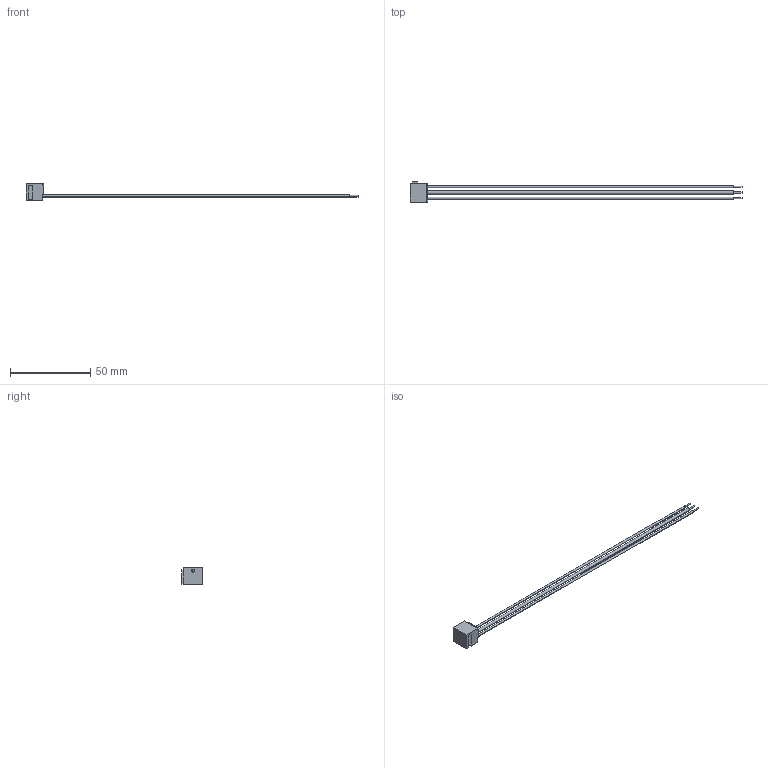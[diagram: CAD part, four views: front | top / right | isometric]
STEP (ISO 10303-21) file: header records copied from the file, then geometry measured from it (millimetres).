
FILE_DESCRIPTION((''),'2;1');
FILE_NAME('127649000_RAYDAT_KNX_ASM','2024-06-10T15:17:41',('sebastjan.kamensek'),('Audax d.o.o.'),'CREO PARAMETRIC BY PTC INC, 2023014','CREO PARAMETRIC BY PTC INC, 2023014','');
FILE_SCHEMA(('AP242_MANAGED_MODEL_BASED_3D_ENGINEERING_MIM_LF { 1 0 10303 442 1 1 4 }'));
Length unit declared in the file: millimetre
Products named in the file (4): HOUSING_ZAPRTO_STANJE; WIRES; PCB_ASSEMBLY_ASM; 127649000_RAYDAT_KNX_ASM
Assembly tree (3 placements, depth 3):
  127649000_RAYDAT_KNX_ASM
    HOUSING_ZAPRTO_STANJE
    PCB_ASSEMBLY_ASM
      WIRES
Bounding box: 206.4 x 12.6 x 10.55 mm (x, y, z)
Volume: 2445.5 mm3; surface area: 4211.5 mm2
Topology: 4 solids, 4 shells, 135 faces, 372 edges, 240 vertices
Faces by surface type: plane 96, cylinder 29, torus 4, cone 4, bspline 2
Entity records: 5954 total; most frequent: CARTESIAN_POINT 830, ORIENTED_EDGE 740, DIRECTION 724, EDGE_CURVE 370, PRESENTATION_STYLE_ASSIGNMENT 327, STYLED_ITEM 323, COLOUR_RGB 322, CURVE_STYLE 316
